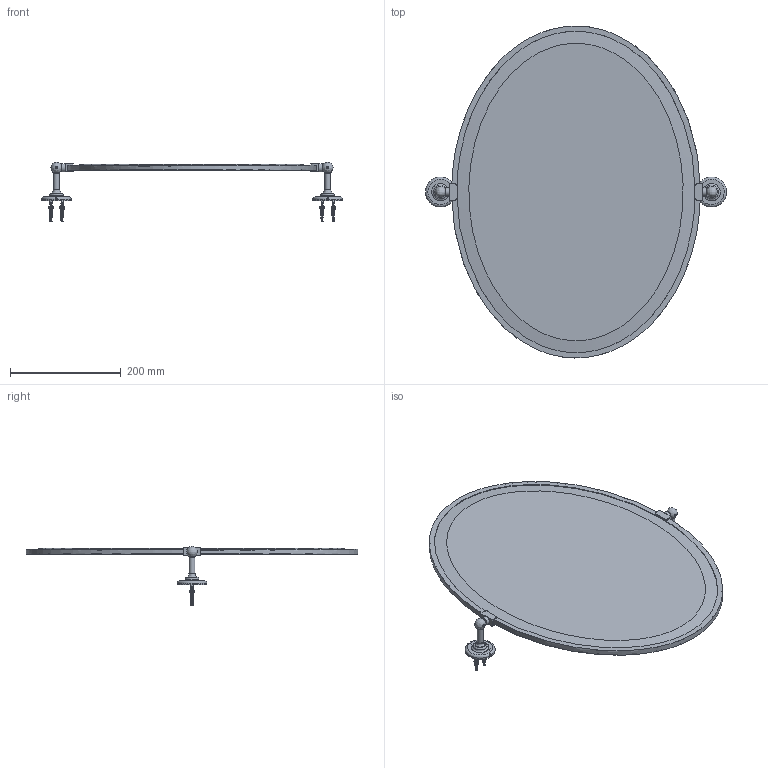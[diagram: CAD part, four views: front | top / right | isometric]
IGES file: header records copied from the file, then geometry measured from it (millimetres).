
Global section: file name: N4346-B; native system: Autodesk Inventor 2014; preprocessor: unknown; author: aprice; date: 20140708.074411; units: millimetre
Bounding box: 544 x 599.97 x 107.47 mm (x, y, z)
Volume: 1630864.2 mm3; surface area: 987913.2 mm2
Topology: 35 solids, 35 shells, 1467 faces, 4254 edges, 2841 vertices
Faces by surface type: bspline 1467
